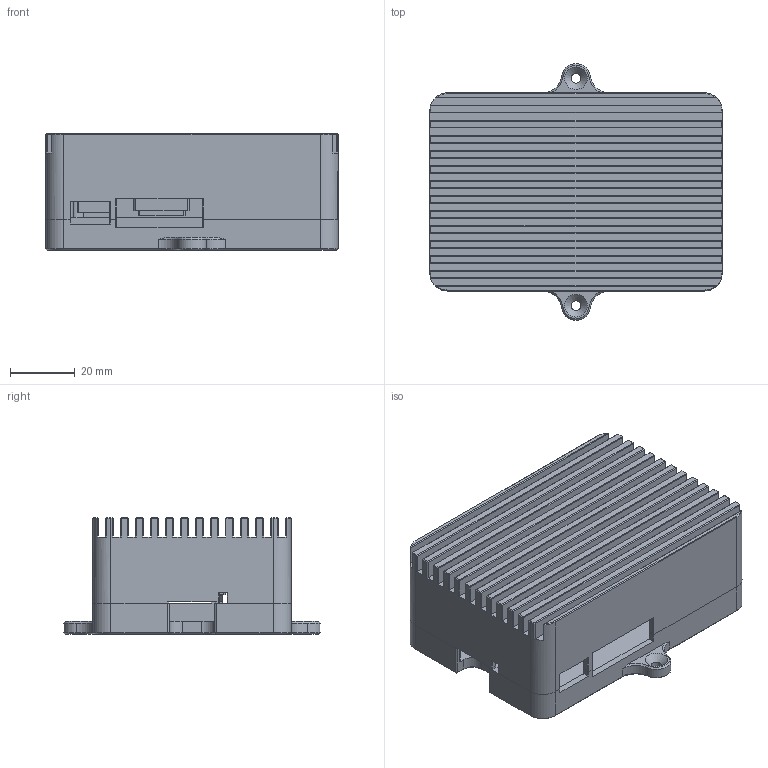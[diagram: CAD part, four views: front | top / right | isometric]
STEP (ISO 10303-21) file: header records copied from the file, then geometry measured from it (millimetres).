
FILE_DESCRIPTION(/* description */ ('','CAx-IF Rec.Pracs.---Representation and Presentation of Product Manufacturing Information (PMI)---4.0---2014-10-13'),/* implementation_level */ '2;1');
FILE_NAME(/* name */ 'Pi5 Case.step',/* time_stamp */ '2024-11-21T15:36:06+01:00',/* author */ (''),/* organization */ (''),/* preprocessor_version */ 'ST-DEVELOPER v20',/* originating_system */ 'Autodesk Translation Framework v13.20.0.188',/* authorisation */ '');
FILE_SCHEMA (('AP242_MANAGED_MODEL_BASED_3D_ENGINEERING_MIM_LF { 1 0 10303 442 1 1 4 }'));
Length unit declared in the file: millimetre
Products named in the file (4): Pi5 Case; Bottom; Top; Bottom with mounting
Assembly tree (3 placements, depth 2):
  Pi5 Case
    Bottom
    Top
    Bottom with mounting
Bounding box: 90 x 78.97 x 36 mm (x, y, z)
Volume: 120634 mm3; surface area: 67860.8 mm2
Topology: 3 solids, 3 shells, 653 faces, 1717 edges, 1070 vertices
Faces by surface type: plane 496, cylinder 107, cone 50
Full cylindrical faces by diameter (mm): 2.075 x4, 2.5 x8, 3 x2
Entity records: 19792 total; most frequent: CARTESIAN_POINT 3455, ORIENTED_EDGE 3418, DIRECTION 3305, EDGE_CURVE 1709, LINE 1417, VECTOR 1417, VERTEX_POINT 1070, AXIS2_PLACEMENT_3D 944
